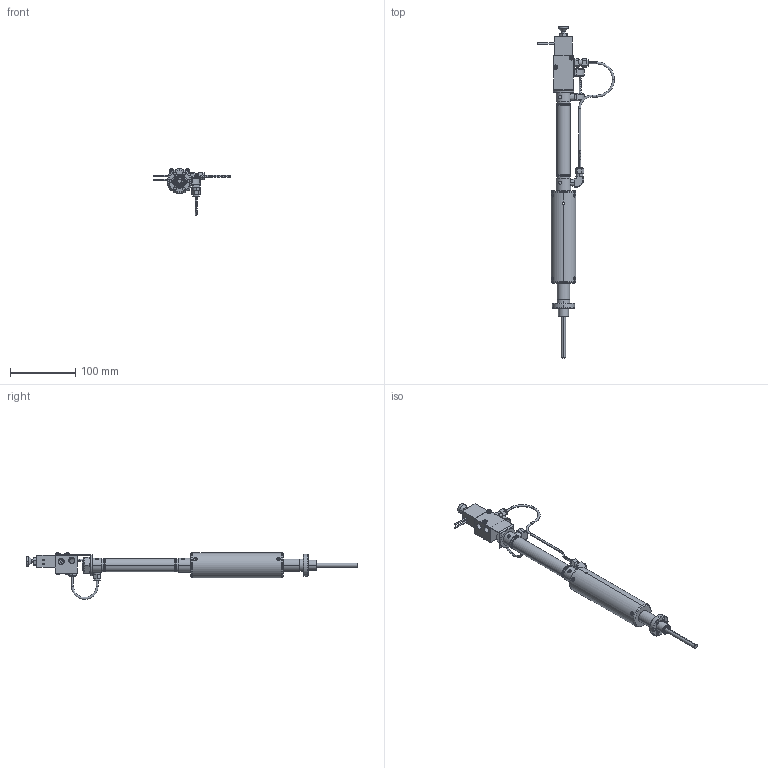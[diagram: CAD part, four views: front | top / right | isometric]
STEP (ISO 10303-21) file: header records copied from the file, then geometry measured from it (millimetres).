
FILE_DESCRIPTION (( 'STEP AP214' ), '1' );
FILE_NAME ('SN101399-01, FLMP-133-25-3_ACV-24.STEP', '2018-03-27T18:11:43', ( '' ), ( '' ), 'SwSTEP 2.0', 'SolidWorks 2010', '' );
FILE_SCHEMA (( 'AUTOMOTIVE_DESIGN' ));
Length unit declared in the file: inch
Products named in the file (1): SN101399-01, FLMP-133-25-3_ACV-24
Bounding box: 117.54 x 507.92 x 71.78 mm (x, y, z)
Surface area: 68968.6 mm2 (no closed solid volume)
Topology: 0 solids, 38 shells, 429 faces, 1187 edges, 792 vertices
Faces by surface type: plane 207, cylinder 132, cone 74, torus 16
Entity records: 20378 total; most frequent: CARTESIAN_POINT 3761, DIRECTION 2393, ORIENTED_EDGE 2018, EDGE_CURVE 1187, AXIS2_PLACEMENT_3D 876, VERTEX_POINT 792, LINE 641, VECTOR 641
